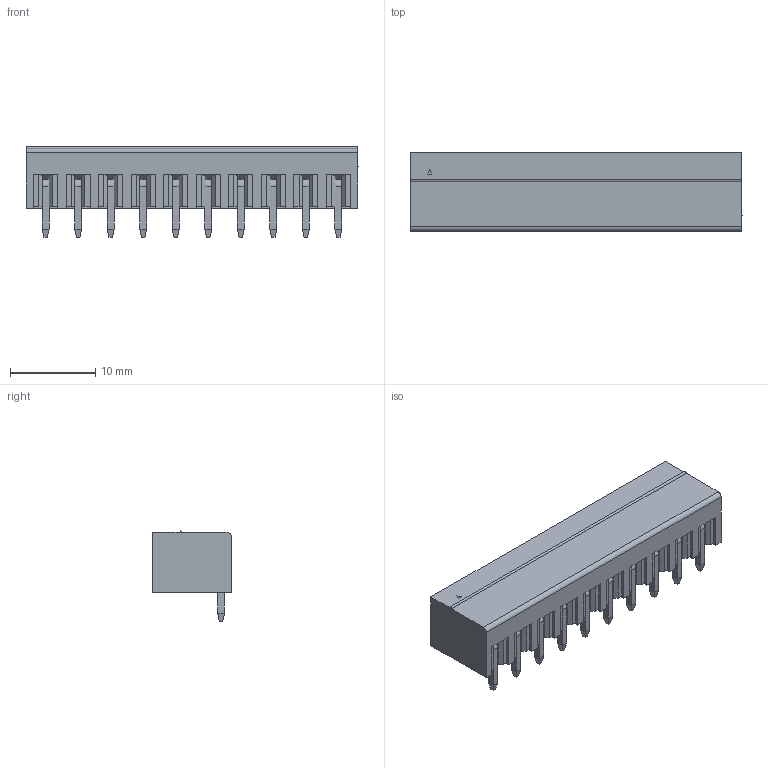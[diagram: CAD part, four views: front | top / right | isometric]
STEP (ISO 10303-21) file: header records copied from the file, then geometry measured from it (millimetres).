
FILE_DESCRIPTION (( 'STEP AP214' ), '1' );
FILE_NAME ('15EDGRC-3.81-10P-14-00AH.STEP', '2021-02-01T22:17:34', ( '' ), ( '' ), 'SwSTEP 2.0', 'SolidWorks 2020', '' );
FILE_SCHEMA (( 'AUTOMOTIVE_DESIGN' ));
Length unit declared in the file: millimetre
Products named in the file (1): 15EDGRC-3.81-10P-14-00AH
Bounding box: 38.89 x 9.2 x 10.6 mm (x, y, z)
Volume: 1210.7 mm3; surface area: 3582.9 mm2
Topology: 1 solids, 11 shells, 1064 faces, 2806 edges, 1824 vertices
Faces by surface type: plane 841, bspline 161, cylinder 32, torus 20, cone 10
Entity records: 45672 total; most frequent: CARTESIAN_POINT 15008, ORIENTED_EDGE 5612, DIRECTION 4426, EDGE_CURVE 2806, VECTOR 2350, LINE 2350, VERTEX_POINT 1824, EDGE_LOOP 1124
